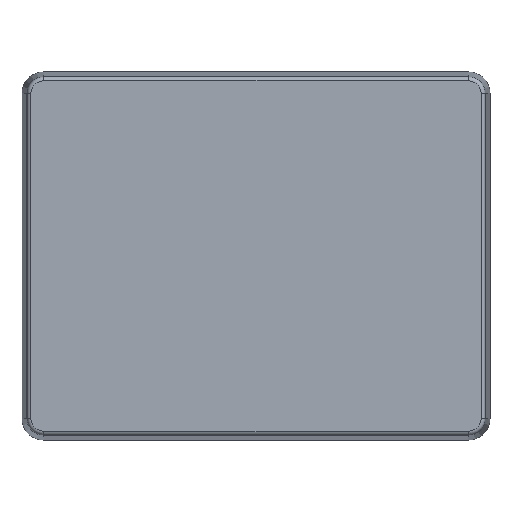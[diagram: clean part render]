
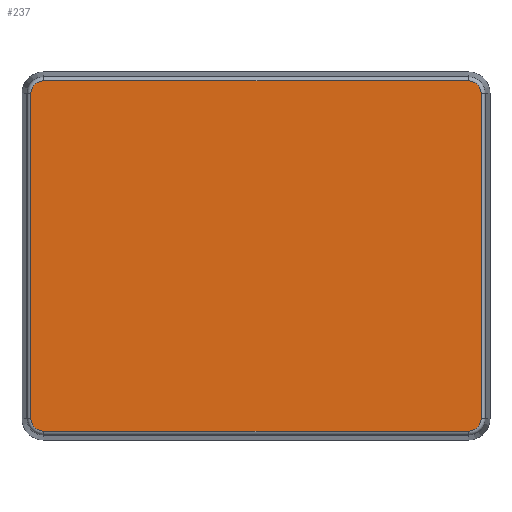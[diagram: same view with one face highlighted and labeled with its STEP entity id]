
A CAD part, front view. The second image highlights one B-rep face of the part: STEP entity #237.
In plain terms, the highlighted planar face has unit normal (0, -1, 0).
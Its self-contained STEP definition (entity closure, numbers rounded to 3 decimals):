
#64 = VERTEX_POINT('',#65);
#65 = CARTESIAN_POINT('',(-57.483,-30.,-41.5));
#74 = VERTEX_POINT('',#75);
#75 = CARTESIAN_POINT('',(-54.25,-30.,-44.733));
#82 = EDGE_CURVE('',#74,#64,#83,.T.);
#83 = CIRCLE('',#84,3.233);
#84 = AXIS2_PLACEMENT_3D('',#85,#86,#87);
#85 = CARTESIAN_POINT('',(-54.25,-30.,-41.5));
#86 = DIRECTION('',(0.,1.,0.));
#87 = DIRECTION('',(-0.707,0.,-0.707)
  );
#192 = VERTEX_POINT('',#193);
#193 = CARTESIAN_POINT('',(-57.483,-30.,41.5));
#202 = EDGE_CURVE('',#64,#192,#203,.T.);
#203 = LINE('',#204,#205);
#204 = CARTESIAN_POINT('',(-57.483,-30.,-20.75));
#205 = VECTOR('',#206,1.);
#206 = DIRECTION('',(0.,0.,1.));
#219 = VERTEX_POINT('',#220);
#220 = CARTESIAN_POINT('',(54.25,-30.,-44.733));
#227 = EDGE_CURVE('',#219,#74,#228,.T.);
#228 = LINE('',#229,#230);
#229 = CARTESIAN_POINT('',(27.125,-30.,-44.733));
#230 = VECTOR('',#231,1.);
#231 = DIRECTION('',(-1.,0.,0.));
#237 = ADVANCED_FACE('',(#238),#284,.F.);
#238 = FACE_BOUND('',#239,.T.);
#239 = EDGE_LOOP('',(#240,#250,#259,#267,#274,#275,#276,#277));
#240 = ORIENTED_EDGE('',*,*,#241,.F.);
#241 = EDGE_CURVE('',#242,#244,#246,.T.);
#242 = VERTEX_POINT('',#243);
#243 = CARTESIAN_POINT('',(57.483,-30.,41.5));
#244 = VERTEX_POINT('',#245);
#245 = CARTESIAN_POINT('',(57.483,-30.,-41.5));
#246 = LINE('',#247,#248);
#247 = CARTESIAN_POINT('',(57.483,-30.,20.75));
#248 = VECTOR('',#249,1.);
#249 = DIRECTION('',(0.,0.,-1.));
#250 = ORIENTED_EDGE('',*,*,#251,.F.);
#251 = EDGE_CURVE('',#252,#242,#254,.T.);
#252 = VERTEX_POINT('',#253);
#253 = CARTESIAN_POINT('',(54.25,-30.,44.733));
#254 = CIRCLE('',#255,3.233);
#255 = AXIS2_PLACEMENT_3D('',#256,#257,#258);
#256 = CARTESIAN_POINT('',(54.25,-30.,41.5));
#257 = DIRECTION('',(0.,1.,0.));
#258 = DIRECTION('',(0.707,0.,0.707)
  );
#259 = ORIENTED_EDGE('',*,*,#260,.F.);
#260 = EDGE_CURVE('',#261,#252,#263,.T.);
#261 = VERTEX_POINT('',#262);
#262 = CARTESIAN_POINT('',(-54.25,-30.,44.733));
#263 = LINE('',#264,#265);
#264 = CARTESIAN_POINT('',(-27.125,-30.,44.733));
#265 = VECTOR('',#266,1.);
#266 = DIRECTION('',(1.,0.,0.));
#267 = ORIENTED_EDGE('',*,*,#268,.F.);
#268 = EDGE_CURVE('',#192,#261,#269,.T.);
#269 = CIRCLE('',#270,3.233);
#270 = AXIS2_PLACEMENT_3D('',#271,#272,#273);
#271 = CARTESIAN_POINT('',(-54.25,-30.,41.5));
#272 = DIRECTION('',(0.,1.,0.));
#273 = DIRECTION('',(-0.707,0.,0.707)
  );
#274 = ORIENTED_EDGE('',*,*,#202,.F.);
#275 = ORIENTED_EDGE('',*,*,#82,.F.);
#276 = ORIENTED_EDGE('',*,*,#227,.F.);
#277 = ORIENTED_EDGE('',*,*,#278,.F.);
#278 = EDGE_CURVE('',#244,#219,#279,.T.);
#279 = CIRCLE('',#280,3.233);
#280 = AXIS2_PLACEMENT_3D('',#281,#282,#283);
#281 = CARTESIAN_POINT('',(54.25,-30.,-41.5));
#282 = DIRECTION('',(0.,1.,0.));
#283 = DIRECTION('',(0.707,0.,-0.707)
  );
#284 = PLANE('',#285);
#285 = AXIS2_PLACEMENT_3D('',#286,#287,#288);
#286 = CARTESIAN_POINT('',(0.,-30.,0.));
#287 = DIRECTION('',(0.,1.,0.));
#288 = DIRECTION('',(1.,0.,0.));
